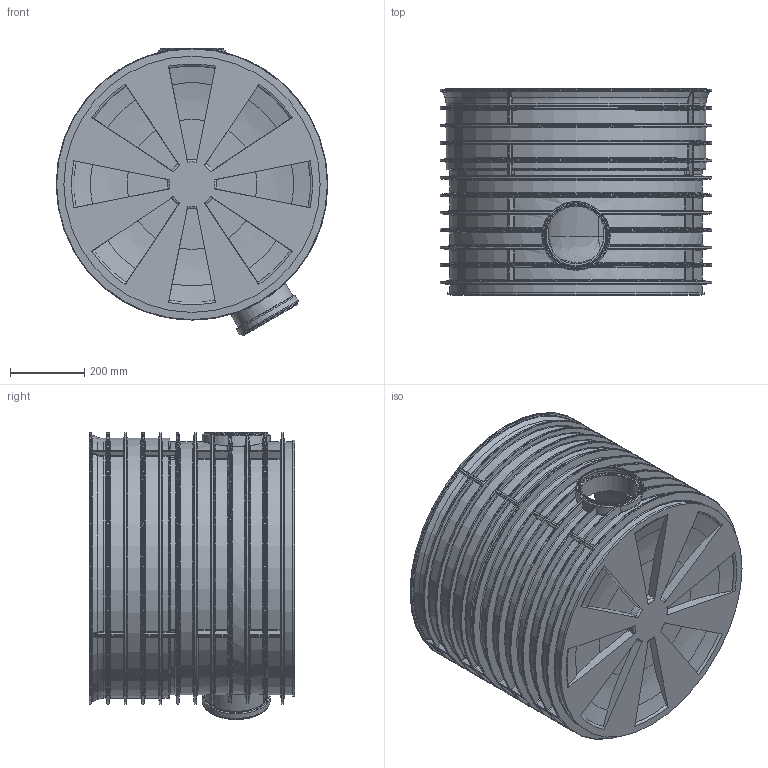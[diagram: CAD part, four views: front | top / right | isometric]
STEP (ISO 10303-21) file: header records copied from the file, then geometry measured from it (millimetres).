
FILE_DESCRIPTION(/* description */ (''),/* implementation_level */ '2;1');
FILE_NAME(/* name */ '661500z.stp',/* time_stamp */ '2024-10-30T11:17:00+01:00',/* author */ ('corinna'),/* organization */ (''),/* preprocessor_version */ 'ST-DEVELOPER v20',/* originating_system */ 'Autodesk Inventor 2024',/* authorisation */ '');
FILE_SCHEMA (('AUTOMOTIVE_DESIGN { 1 0 10303 214 3 1 1 }'));
Length unit declared in the file: millimetre
Products named in the file (3): 661500z; 661500 Schachtboden DN600 Grundkörper_; 661500 Schacht DN600 Boden
Assembly tree (2 placements, depth 2):
  661500z
    661500 Schachtboden DN600 Grundkörper_
    661500 Schacht DN600 Boden
Bounding box: 731 x 554.5 x 773.54 mm (x, y, z)
Volume: 23266286.1 mm3; surface area: 5530620.9 mm2
Topology: 2 solids, 12 shells, 1480 faces, 3589 edges, 2034 vertices
Faces by surface type: bspline 603, cylinder 258, torus 227, plane 159, sphere 118, cone 115
Full cylindrical faces by diameter (mm): 120 x1, 135 x1, 150 x1, 160.5 x2, 160.7 x1, 160.8 x3, 169.5 x1, 169.8 x1, 173.8 x2, 182.8 x1, 640 x1, 650 x1, 666 x2, 681 x2, 685 x1, 690 x1, 700 x1, 731 x4
Entity records: 61032 total; most frequent: CARTESIAN_POINT 30704, ORIENTED_EDGE 6938, DIRECTION 5393, EDGE_CURVE 3469, AXIS2_PLACEMENT_3D 2437, VERTEX_POINT 2034, CIRCLE 1545, EDGE_LOOP 1517
